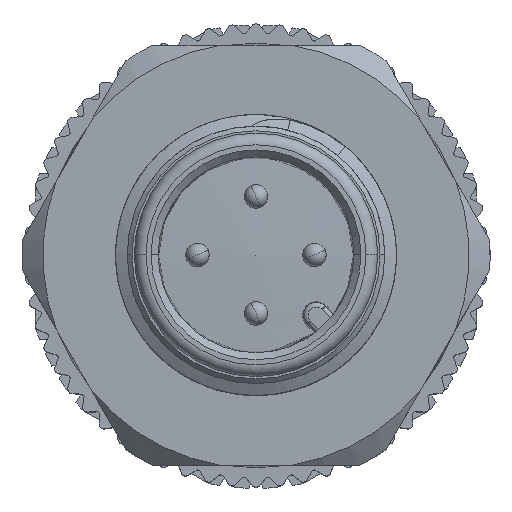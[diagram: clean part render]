
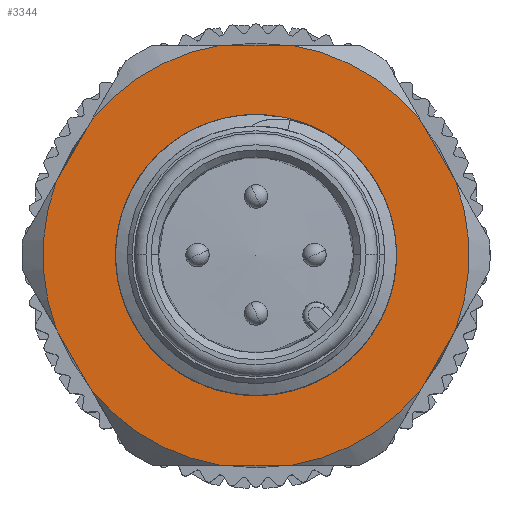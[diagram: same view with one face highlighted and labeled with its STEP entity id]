
A CAD part, top view. The second image highlights one B-rep face of the part: STEP entity #3344.
In plain terms, the highlighted planar face has unit normal (0, 0, 1).
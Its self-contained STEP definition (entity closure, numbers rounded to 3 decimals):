
#752=LINE('',#17836,#1581);
#753=LINE('',#17837,#1582);
#754=LINE('',#17838,#1583);
#755=LINE('',#17839,#1584);
#756=LINE('',#17840,#1585);
#757=LINE('',#17844,#1586);
#1581=VECTOR('',#12915,1.);
#1582=VECTOR('',#12916,1.);
#1583=VECTOR('',#12917,1.);
#1584=VECTOR('',#12918,1.);
#1585=VECTOR('',#12919,1.);
#1586=VECTOR('',#12922,1.);
#2375=PLANE('',#11662);
#3344=ADVANCED_FACE('',(#3979,#3980),#2375,.T.);
#3979=FACE_BOUND('',#4100,.T.);
#3980=FACE_BOUND('',#4101,.T.);
#4100=EDGE_LOOP('',(#5020,#5021));
#4101=EDGE_LOOP('',(#5022,#5023,#5024,#5025,#5026,#5027,#5028,#5029,#5030,
#5031,#5032,#5033));
#5020=ORIENTED_EDGE('',*,*,#9465,.F.);
#5021=ORIENTED_EDGE('',*,*,#9464,.F.);
#5022=ORIENTED_EDGE('',*,*,#9498,.T.);
#5023=ORIENTED_EDGE('',*,*,#9471,.T.);
#5024=ORIENTED_EDGE('',*,*,#9499,.T.);
#5025=ORIENTED_EDGE('',*,*,#9478,.T.);
#5026=ORIENTED_EDGE('',*,*,#9500,.T.);
#5027=ORIENTED_EDGE('',*,*,#9480,.T.);
#5028=ORIENTED_EDGE('',*,*,#9501,.T.);
#5029=ORIENTED_EDGE('',*,*,#9495,.T.);
#5030=ORIENTED_EDGE('',*,*,#9502,.T.);
#5031=ORIENTED_EDGE('',*,*,#9503,.T.);
#5032=ORIENTED_EDGE('',*,*,#9504,.T.);
#5033=ORIENTED_EDGE('',*,*,#9485,.T.);
#8254=VERTEX_POINT('',#17730);
#8255=VERTEX_POINT('',#17732);
#8260=VERTEX_POINT('',#17750);
#8261=VERTEX_POINT('',#17752);
#8266=VERTEX_POINT('',#17771);
#8267=VERTEX_POINT('',#17773);
#8268=VERTEX_POINT('',#17780);
#8269=VERTEX_POINT('',#17781);
#8272=VERTEX_POINT('',#17798);
#8274=VERTEX_POINT('',#17801);
#8282=VERTEX_POINT('',#17825);
#8283=VERTEX_POINT('',#17826);
#8284=VERTEX_POINT('',#17841);
#8285=VERTEX_POINT('',#17843);
#9464=EDGE_CURVE('',#8255,#8254,#11085,.T.);
#9465=EDGE_CURVE('',#8254,#8255,#11086,.T.);
#9471=EDGE_CURVE('',#8261,#8260,#11089,.T.);
#9478=EDGE_CURVE('',#8267,#8266,#11092,.T.);
#9480=EDGE_CURVE('',#8268,#8269,#11093,.T.);
#9485=EDGE_CURVE('',#8274,#8272,#11095,.T.);
#9495=EDGE_CURVE('',#8282,#8283,#11100,.T.);
#9498=EDGE_CURVE('',#8272,#8261,#752,.T.);
#9499=EDGE_CURVE('',#8260,#8267,#753,.T.);
#9500=EDGE_CURVE('',#8266,#8268,#754,.T.);
#9501=EDGE_CURVE('',#8269,#8282,#755,.T.);
#9502=EDGE_CURVE('',#8283,#8284,#756,.T.);
#9503=EDGE_CURVE('',#8284,#8285,#11101,.T.);
#9504=EDGE_CURVE('',#8285,#8274,#757,.T.);
#11085=CIRCLE('',#11634,6.);
#11086=CIRCLE('',#11636,6.);
#11089=CIRCLE('',#11641,9.101);
#11092=CIRCLE('',#11646,9.101);
#11093=CIRCLE('',#11648,9.101);
#11095=CIRCLE('',#11651,9.101);
#11100=CIRCLE('',#11659,9.101);
#11101=CIRCLE('',#11661,9.101);
#11634=AXIS2_PLACEMENT_3D('',#17733,#12853,#12854);
#11636=AXIS2_PLACEMENT_3D('',#17735,#12857,#12858);
#11641=AXIS2_PLACEMENT_3D('',#17751,#12869,#12870);
#11646=AXIS2_PLACEMENT_3D('',#17772,#12881,#12882);
#11648=AXIS2_PLACEMENT_3D('',#17779,#12885,#12886);
#11651=AXIS2_PLACEMENT_3D('',#17800,#12891,#12892);
#11659=AXIS2_PLACEMENT_3D('',#17824,#12911,#12912);
#11661=AXIS2_PLACEMENT_3D('',#17842,#12920,#12921);
#11662=AXIS2_PLACEMENT_3D('',#17845,#12923,#12924);
#12853=DIRECTION('',(0.,0.,1.));
#12854=DIRECTION('',(-1.,0.,0.));
#12857=DIRECTION('',(0.,0.,1.));
#12858=DIRECTION('',(1.,0.,0.));
#12869=DIRECTION('',(0.,0.,1.));
#12870=DIRECTION('',(0.769,0.639,0.));
#12881=DIRECTION('',(0.,0.,1.));
#12882=DIRECTION('',(-0.169,0.986,0.));
#12885=DIRECTION('',(0.,0.,1.));
#12886=DIRECTION('',(-0.938,0.346,0.));
#12891=DIRECTION('',(0.,0.,1.));
#12892=DIRECTION('',(0.938,-0.346,0.));
#12911=DIRECTION('',(0.,0.,1.));
#12912=DIRECTION('',(-0.769,-0.639,0.));
#12915=DIRECTION('',(-0.5,0.866,0.));
#12916=DIRECTION('',(-1.,0.,0.));
#12917=DIRECTION('',(-0.5,-0.866,0.));
#12918=DIRECTION('',(0.5,-0.866,0.));
#12919=DIRECTION('',(1.,0.,0.));
#12920=DIRECTION('',(0.,0.,1.));
#12921=DIRECTION('',(0.169,-0.986,0.));
#12922=DIRECTION('',(0.5,0.866,0.));
#12923=DIRECTION('',(0.,0.,1.));
#12924=DIRECTION('',(-1.,0.,0.));
#17730=CARTESIAN_POINT('',(6.,0.,-9.1));
#17732=CARTESIAN_POINT('',(-6.,0.,-9.1));
#17733=CARTESIAN_POINT('',(0.,0.,-9.1));
#17735=CARTESIAN_POINT('',(0.,0.,-9.1));
#17750=CARTESIAN_POINT('',(1.541,8.97,-9.1));
#17751=CARTESIAN_POINT('',(0.,0.,-9.1));
#17752=CARTESIAN_POINT('',(6.998,5.819,-9.1));
#17771=CARTESIAN_POINT('',(-6.998,5.819,-9.1));
#17772=CARTESIAN_POINT('',(0.,0.,-9.1));
#17773=CARTESIAN_POINT('',(-1.541,8.97,-9.1));
#17779=CARTESIAN_POINT('',(0.,0.,-9.1));
#17780=CARTESIAN_POINT('',(-8.539,3.151,-9.1));
#17781=CARTESIAN_POINT('',(-8.539,-3.151,-9.1));
#17798=CARTESIAN_POINT('',(8.539,3.151,-9.1));
#17800=CARTESIAN_POINT('',(0.,0.,-9.1));
#17801=CARTESIAN_POINT('',(8.539,-3.151,-9.1));
#17824=CARTESIAN_POINT('',(0.,0.,-9.1));
#17825=CARTESIAN_POINT('',(-6.998,-5.819,-9.1));
#17826=CARTESIAN_POINT('',(-1.541,-8.97,-9.1));
#17836=CARTESIAN_POINT('',(8.539,3.151,-9.1));
#17837=CARTESIAN_POINT('',(1.541,8.97,-9.1));
#17838=CARTESIAN_POINT('',(-6.998,5.819,-9.1));
#17839=CARTESIAN_POINT('',(-8.539,-3.151,-9.1));
#17840=CARTESIAN_POINT('',(-1.541,-8.97,-9.1));
#17841=CARTESIAN_POINT('',(1.541,-8.97,-9.1));
#17842=CARTESIAN_POINT('',(0.,0.,-9.1));
#17843=CARTESIAN_POINT('',(6.998,-5.819,-9.1));
#17844=CARTESIAN_POINT('',(6.998,-5.819,-9.1));
#17845=CARTESIAN_POINT('',(0.,0.,-9.1));
